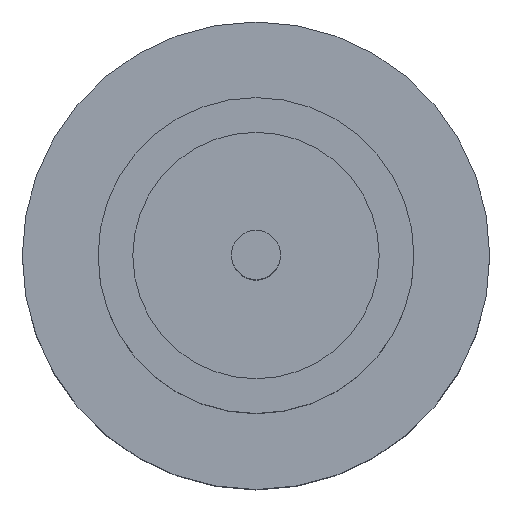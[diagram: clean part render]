
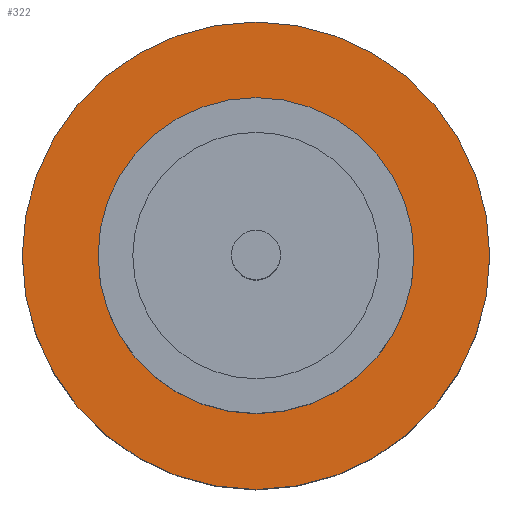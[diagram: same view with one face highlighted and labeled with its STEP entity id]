
A CAD part, top view. The second image highlights one B-rep face of the part: STEP entity #322.
In plain terms, the highlighted planar face has unit normal (0, 0, 1).
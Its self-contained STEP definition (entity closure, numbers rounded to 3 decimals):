
#32 = VERTEX_POINT ( 'NONE', #610 ) ;
#63 = DIRECTION ( 'NONE',  ( 0., 0., 1. ) ) ;
#65 = AXIS2_PLACEMENT_3D ( 'NONE', #479, #239, #422 ) ;
#68 = DIRECTION ( 'NONE',  ( 1., 0., 0. ) ) ;
#85 = ORIENTED_EDGE ( 'NONE', *, *, #328, .F. ) ;
#107 = VERTEX_POINT ( 'NONE', #662 ) ;
#118 = ORIENTED_EDGE ( 'NONE', *, *, #716, .F. ) ;
#121 = VERTEX_POINT ( 'NONE', #386 ) ;
#140 = AXIS2_PLACEMENT_3D ( 'NONE', #418, #166, #409 ) ;
#151 = CIRCLE ( 'NONE', #449, 1.25 ) ;
#166 = DIRECTION ( 'NONE',  ( 0., 0., 1. ) ) ;
#201 = EDGE_LOOP ( 'NONE', ( #85, #118 ) ) ;
#204 = AXIS2_PLACEMENT_3D ( 'NONE', #565, #406, #459 ) ;
#223 = CARTESIAN_POINT ( 'NONE',  ( -1.85, 0., 1.55 ) ) ;
#239 = DIRECTION ( 'NONE',  ( 0., 0., 1. ) ) ;
#249 = PLANE ( 'NONE',  #713 ) ;
#257 = CARTESIAN_POINT ( 'NONE',  ( 0., 0., 1.55 ) ) ;
#264 = EDGE_CURVE ( 'NONE', #665, #32, #552, .T. ) ;
#269 = ORIENTED_EDGE ( 'NONE', *, *, #588, .T. ) ;
#314 = DIRECTION ( 'NONE',  ( 1., 0., 0. ) ) ;
#322 = ADVANCED_FACE ( 'NONE', ( #410, #473 ), #249, .T. ) ;
#325 = CIRCLE ( 'NONE', #65, 1.25 ) ;
#328 = EDGE_CURVE ( 'NONE', #121, #107, #151, .T. ) ;
#386 = CARTESIAN_POINT ( 'NONE',  ( 1.25, 0., 1.55 ) ) ;
#395 = CIRCLE ( 'NONE', #204, 1.85 ) ;
#406 = DIRECTION ( 'NONE',  ( 0., 0., 1. ) ) ;
#409 = DIRECTION ( 'NONE',  ( 1., 0., 0. ) ) ;
#410 = FACE_BOUND ( 'NONE', #201, .T. ) ;
#418 = CARTESIAN_POINT ( 'NONE',  ( 0., 0., 1.55 ) ) ;
#422 = DIRECTION ( 'NONE',  ( 1., 0., 0. ) ) ;
#449 = AXIS2_PLACEMENT_3D ( 'NONE', #481, #63, #314 ) ;
#459 = DIRECTION ( 'NONE',  ( 1., 0., 0. ) ) ;
#473 = FACE_OUTER_BOUND ( 'NONE', #580, .T. ) ;
#479 = CARTESIAN_POINT ( 'NONE',  ( 0., 0., 1.55 ) ) ;
#481 = CARTESIAN_POINT ( 'NONE',  ( 0., 0., 1.55 ) ) ;
#488 = DIRECTION ( 'NONE',  ( 0., 0., 1. ) ) ;
#552 = CIRCLE ( 'NONE', #140, 1.85 ) ;
#565 = CARTESIAN_POINT ( 'NONE',  ( 0., 0., 1.55 ) ) ;
#580 = EDGE_LOOP ( 'NONE', ( #647, #269 ) ) ;
#588 = EDGE_CURVE ( 'NONE', #32, #665, #395, .T. ) ;
#610 = CARTESIAN_POINT ( 'NONE',  ( 1.85, 0., 1.55 ) ) ;
#647 = ORIENTED_EDGE ( 'NONE', *, *, #264, .T. ) ;
#662 = CARTESIAN_POINT ( 'NONE',  ( -1.25, 0., 1.55 ) ) ;
#665 = VERTEX_POINT ( 'NONE', #223 ) ;
#713 = AXIS2_PLACEMENT_3D ( 'NONE', #257, #488, #68 ) ;
#716 = EDGE_CURVE ( 'NONE', #107, #121, #325, .T. ) ;
